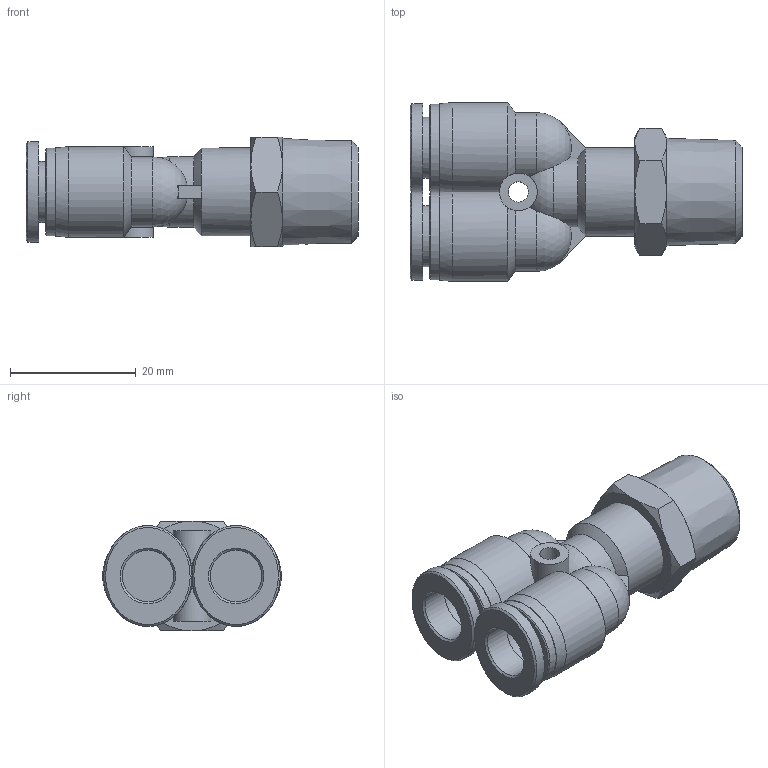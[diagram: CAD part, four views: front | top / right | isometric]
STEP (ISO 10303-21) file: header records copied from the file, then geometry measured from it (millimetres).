
FILE_DESCRIPTION((''),'2;1');
FILE_NAME('PWT 5_16-N03U.stp','2016-10-17T16:26:31',('Administrator'),(''),'Autodesk Inventor 2013','Autodesk Inventor 2013','');
FILE_SCHEMA(('CONFIG_CONTROL_DESIGN'));
Length unit declared in the file: millimetre
Products named in the file (4): PWT 5_16-N03U; NL 5_16-NPT3_8 BODY; NWT 08 BODY; SLEEVE N5_16L
Assembly tree (4 placements, depth 2):
  PWT 5_16-N03U
    NL 5_16-NPT3_8 BODY
    NWT 08 BODY
    SLEEVE N5_16L  x2
Bounding box: 52.7 x 28.4 x 17.46 mm (x, y, z)
Volume: 10481.9 mm3; surface area: 6311.9 mm2
Topology: 4 solids, 4 shells, 87 faces, 186 edges, 114 vertices
Faces by surface type: plane 37, cone 24, cylinder 18, sphere 4, bspline 4
Full cylindrical faces by diameter (mm): 3.2 x1, 6 x2, 8.2 x4, 9.7 x2, 13.9 x2, 14 x1
Entity records: 2350 total; most frequent: CARTESIAN_POINT 709, DIRECTION 327, ORIENTED_EDGE 304, EDGE_CURVE 152, AXIS2_PLACEMENT_3D 147, VERTEX_POINT 101, EDGE_LOOP 99, FACE_OUTER_BOUND 76
